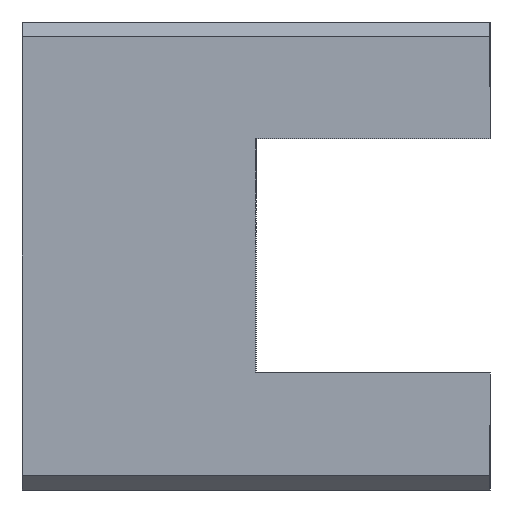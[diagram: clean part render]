
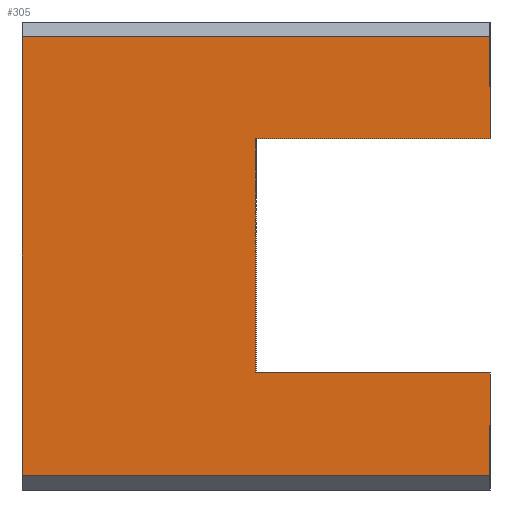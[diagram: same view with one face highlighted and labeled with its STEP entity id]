
A CAD part, left-side view. The second image highlights one B-rep face of the part: STEP entity #305.
In plain terms, the highlighted planar face has unit normal (-1, 0, 0).
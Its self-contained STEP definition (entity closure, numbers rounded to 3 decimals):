
#24=FACE_OUTER_BOUND('',#40,.T.);
#40=EDGE_LOOP('',(#230,#231,#232,#233,#234,#235,#236,#237));
#50=LINE('',#423,#90);
#54=LINE('',#431,#94);
#57=LINE('',#437,#97);
#65=LINE('',#453,#105);
#69=LINE('',#461,#109);
#72=LINE('',#467,#112);
#73=LINE('',#469,#113);
#74=LINE('',#470,#114);
#90=VECTOR('',#345,10.);
#94=VECTOR('',#351,10.);
#97=VECTOR('',#356,10.);
#105=VECTOR('',#368,10.);
#109=VECTOR('',#374,10.);
#112=VECTOR('',#379,10.);
#113=VECTOR('',#380,10.);
#114=VECTOR('',#381,10.);
#130=VERTEX_POINT('',#421);
#131=VERTEX_POINT('',#422);
#134=VERTEX_POINT('',#430);
#136=VERTEX_POINT('',#436);
#142=VERTEX_POINT('',#452);
#145=VERTEX_POINT('',#460);
#147=VERTEX_POINT('',#466);
#148=VERTEX_POINT('',#468);
#158=EDGE_CURVE('',#130,#131,#50,.T.);
#162=EDGE_CURVE('',#131,#134,#54,.T.);
#165=EDGE_CURVE('',#134,#136,#57,.T.);
#173=EDGE_CURVE('',#142,#130,#65,.T.);
#177=EDGE_CURVE('',#142,#145,#69,.T.);
#180=EDGE_CURVE('',#136,#147,#72,.T.);
#181=EDGE_CURVE('',#148,#147,#73,.T.);
#182=EDGE_CURVE('',#145,#148,#74,.T.);
#230=ORIENTED_EDGE('',*,*,#165,.T.);
#231=ORIENTED_EDGE('',*,*,#180,.T.);
#232=ORIENTED_EDGE('',*,*,#181,.F.);
#233=ORIENTED_EDGE('',*,*,#182,.F.);
#234=ORIENTED_EDGE('',*,*,#177,.F.);
#235=ORIENTED_EDGE('',*,*,#173,.T.);
#236=ORIENTED_EDGE('',*,*,#158,.T.);
#237=ORIENTED_EDGE('',*,*,#162,.T.);
#290=PLANE('',#329);
#305=ADVANCED_FACE('',(#24),#290,.T.);
#329=AXIS2_PLACEMENT_3D('',#465,#377,#378);
#345=DIRECTION('',(0.,1.,0.));
#351=DIRECTION('',(0.,0.,1.));
#356=DIRECTION('',(0.,-1.,0.));
#368=DIRECTION('',(0.,0.,1.));
#374=DIRECTION('',(0.,1.,0.));
#377=DIRECTION('center_axis',(-1.,0.,0.));
#378=DIRECTION('ref_axis',(0.,-1.,0.));
#379=DIRECTION('',(0.,0.,1.));
#380=DIRECTION('',(0.,-1.,0.));
#381=DIRECTION('',(0.,0.,1.));
#421=CARTESIAN_POINT('',(0.,0.,25.4));
#422=CARTESIAN_POINT('',(0.,50.8,25.4));
#423=CARTESIAN_POINT('',(0.,76.2,25.4));
#430=CARTESIAN_POINT('',(0.,50.8,76.2));
#431=CARTESIAN_POINT('',(0.,50.8,38.1));
#436=CARTESIAN_POINT('',(0.,0.,76.2));
#437=CARTESIAN_POINT('',(0.,50.8,76.2));
#452=CARTESIAN_POINT('',(0.,0.,3.175));
#453=CARTESIAN_POINT('',(0.,0.,0.));
#460=CARTESIAN_POINT('',(0.,101.6,3.175));
#461=CARTESIAN_POINT('',(0.,73.47,3.175));
#465=CARTESIAN_POINT('Origin',(0.,101.6,0.));
#466=CARTESIAN_POINT('',(0.,0.,98.425));
#467=CARTESIAN_POINT('',(0.,0.,0.));
#468=CARTESIAN_POINT('',(0.,101.6,98.425));
#469=CARTESIAN_POINT('',(0.,73.47,98.425));
#470=CARTESIAN_POINT('',(0.,101.6,0.));
